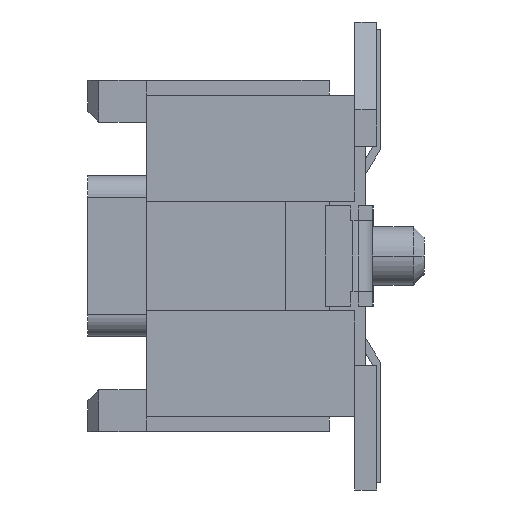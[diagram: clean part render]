
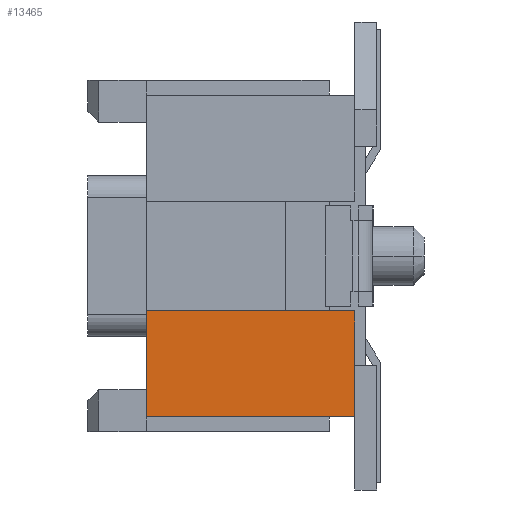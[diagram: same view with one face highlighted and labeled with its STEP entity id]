
A CAD part, left-side view. The second image highlights one B-rep face of the part: STEP entity #13465.
In plain terms, the highlighted planar face has unit normal (-1, 0, 0).
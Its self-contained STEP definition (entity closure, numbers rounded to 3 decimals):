
#1387=DIRECTION('',(0.,0.,-1.));
#1388=VECTOR('',#1387,1.45);
#1389=CARTESIAN_POINT('',(-35.185,1.175,-0.75));
#1390=LINE('',#1389,#1388);
#1687=DIRECTION('',(0.,-1.,0.));
#1688=VECTOR('',#1687,2.85);
#1689=CARTESIAN_POINT('',(-35.185,1.175,-2.2));
#1690=LINE('',#1689,#1688);
#2519=DIRECTION('',(0.,0.,1.));
#2520=VECTOR('',#2519,0.75);
#2521=CARTESIAN_POINT('',(-35.185,-1.675,-1.5));
#2522=LINE('',#2521,#2520);
#2523=DIRECTION('',(0.,0.,-1.));
#2524=VECTOR('',#2523,0.7);
#2525=CARTESIAN_POINT('',(-35.185,-1.675,-1.5));
#2526=LINE('',#2525,#2524);
#2527=DIRECTION('',(0.,-1.,0.));
#2528=VECTOR('',#2527,2.85);
#2529=CARTESIAN_POINT('',(-35.185,1.175,-0.75));
#2530=LINE('',#2529,#2528);
#8131=CARTESIAN_POINT('',(-35.185,-1.675,-1.5));
#8132=VERTEX_POINT('',#8131);
#9147=CARTESIAN_POINT('',(-35.185,1.175,-2.2));
#9148=VERTEX_POINT('',#9147);
#9151=CARTESIAN_POINT('',(-35.185,-1.675,-2.2));
#9152=VERTEX_POINT('',#9151);
#9159=CARTESIAN_POINT('',(-35.185,1.175,-0.75));
#9160=VERTEX_POINT('',#9159);
#9173=CARTESIAN_POINT('',(-35.185,-1.675,-0.75));
#9174=VERTEX_POINT('',#9173);
#13451=CARTESIAN_POINT('',(-35.185,-1.675,2.4));
#13452=DIRECTION('',(1.,0.,0.));
#13453=DIRECTION('',(0.,1.,0.));
#13454=AXIS2_PLACEMENT_3D('',#13451,#13452,#13453);
#13455=PLANE('',#13454);
#13457=ORIENTED_EDGE('',*,*,#13456,.F.);
#13458=ORIENTED_EDGE('',*,*,#10701,.T.);
#13459=ORIENTED_EDGE('',*,*,#12298,.F.);
#13460=ORIENTED_EDGE('',*,*,#11872,.F.);
#13462=ORIENTED_EDGE('',*,*,#13461,.T.);
#13463=EDGE_LOOP('',(#13457,#13458,#13459,#13460,#13462));
#13464=FACE_OUTER_BOUND('',#13463,.F.);
#13465=ADVANCED_FACE('',(#13464),#13455,.F.);
#10701=EDGE_CURVE('',#8132,#9152,#2526,.T.);
#11872=EDGE_CURVE('',#9160,#9148,#1390,.T.);
#12298=EDGE_CURVE('',#9148,#9152,#1690,.T.);
#13456=EDGE_CURVE('',#8132,#9174,#2522,.T.);
#13461=EDGE_CURVE('',#9160,#9174,#2530,.T.);
